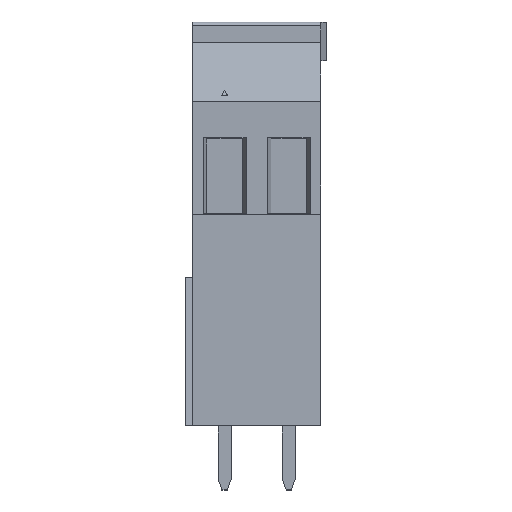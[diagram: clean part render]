
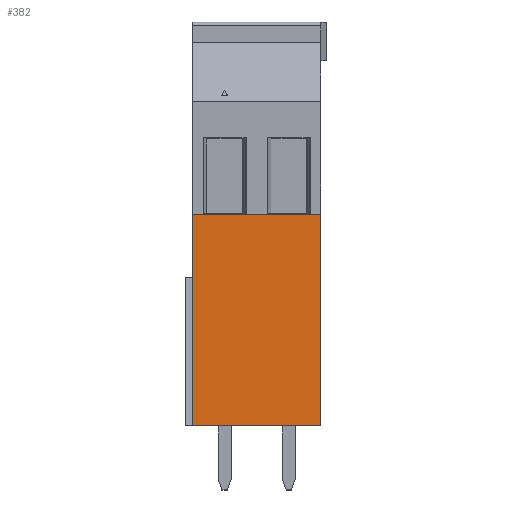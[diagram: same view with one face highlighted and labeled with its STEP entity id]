
A CAD part, top view. The second image highlights one B-rep face of the part: STEP entity #382.
In plain terms, the highlighted planar face has unit normal (0, 0, 1).
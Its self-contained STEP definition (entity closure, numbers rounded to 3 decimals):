
#236 = CARTESIAN_POINT ( 'NONE',  ( 0., 16.5, 11.1 ) ) ;
#382 = ADVANCED_FACE ( 'NONE', ( #19278 ), #1874, .F. ) ;
#1231 = EDGE_CURVE ( 'NONE', #22325, #2039, #6072, .T. ) ;
#1355 = CARTESIAN_POINT ( 'NONE',  ( 0., 16.5, 11.1 ) ) ;
#1758 = DIRECTION ( 'NONE',  ( 0., 0., -1. ) ) ;
#1874 = PLANE ( 'NONE',  #15334 ) ;
#2039 = VERTEX_POINT ( 'NONE', #2434 ) ;
#2434 = CARTESIAN_POINT ( 'NONE',  ( 0., 0., 11.1 ) ) ;
#2448 = EDGE_LOOP ( 'NONE', ( #12666, #24767, #2833, #15263 ) ) ;
#2833 = ORIENTED_EDGE ( 'NONE', *, *, #1231, .T. ) ;
#4056 = LINE ( 'NONE', #236, #13890 ) ;
#4193 = DIRECTION ( 'NONE',  ( 0., -1., 0. ) ) ;
#4886 = VERTEX_POINT ( 'NONE', #14337 ) ;
#5180 = VECTOR ( 'NONE', #4193, 1000. ) ;
#6072 = LINE ( 'NONE', #17864, #5180 ) ;
#6177 = DIRECTION ( 'NONE',  ( 1., 0., 0. ) ) ;
#10666 = VECTOR ( 'NONE', #24427, 1000. ) ;
#12666 = ORIENTED_EDGE ( 'NONE', *, *, #15491, .F. ) ;
#12880 = VECTOR ( 'NONE', #16380, 1000. ) ;
#13890 = VECTOR ( 'NONE', #6177, 1000. ) ;
#14337 = CARTESIAN_POINT ( 'NONE',  ( 10., 0., 11.1 ) ) ;
#15263 = ORIENTED_EDGE ( 'NONE', *, *, #24576, .T. ) ;
#15334 = AXIS2_PLACEMENT_3D ( 'NONE', #17113, #1758, #24927 ) ;
#15491 = EDGE_CURVE ( 'NONE', #15628, #4886, #20590, .T. ) ;
#15628 = VERTEX_POINT ( 'NONE', #16075 ) ;
#16075 = CARTESIAN_POINT ( 'NONE',  ( 10., 16.5, 11.1 ) ) ;
#16380 = DIRECTION ( 'NONE',  ( 1., 0., 0. ) ) ;
#16765 = CARTESIAN_POINT ( 'NONE',  ( 10., 31.5, 11.1 ) ) ;
#17113 = CARTESIAN_POINT ( 'NONE',  ( 0., 31.5, 11.1 ) ) ;
#17864 = CARTESIAN_POINT ( 'NONE',  ( 0., 31.5, 11.1 ) ) ;
#19278 = FACE_OUTER_BOUND ( 'NONE', #2448, .T. ) ;
#19596 = LINE ( 'NONE', #22020, #12880 ) ;
#20590 = LINE ( 'NONE', #16765, #10666 ) ;
#20944 = EDGE_CURVE ( 'NONE', #22325, #15628, #4056, .T. ) ;
#22020 = CARTESIAN_POINT ( 'NONE',  ( 0., 0., 11.1 ) ) ;
#22325 = VERTEX_POINT ( 'NONE', #1355 ) ;
#24427 = DIRECTION ( 'NONE',  ( 0., -1., 0. ) ) ;
#24576 = EDGE_CURVE ( 'NONE', #2039, #4886, #19596, .T. ) ;
#24767 = ORIENTED_EDGE ( 'NONE', *, *, #20944, .F. ) ;
#24927 = DIRECTION ( 'NONE',  ( -1., 0., 0. ) ) ;
